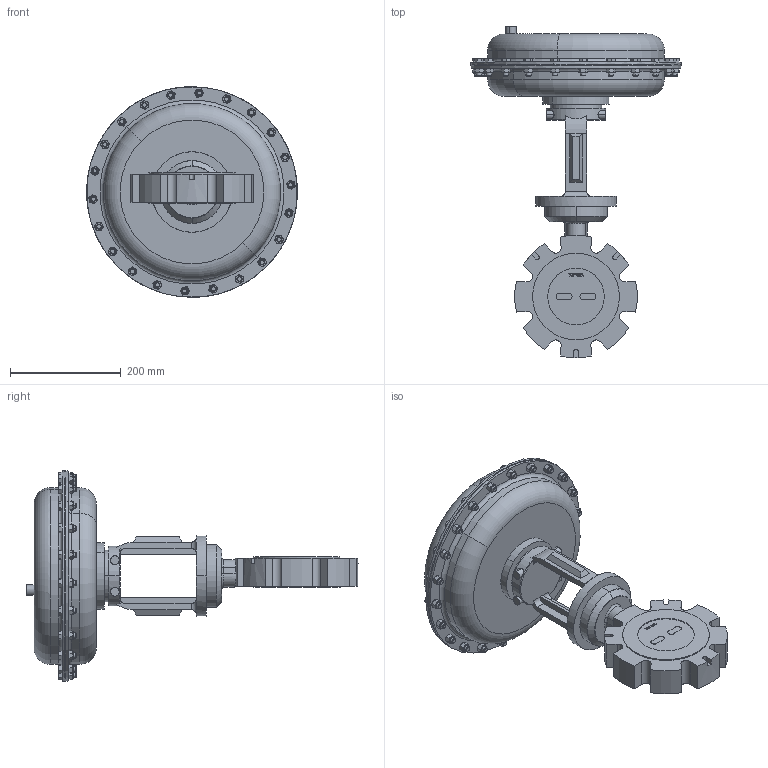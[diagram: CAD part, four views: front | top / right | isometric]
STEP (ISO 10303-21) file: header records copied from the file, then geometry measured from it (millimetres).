
FILE_DESCRIPTION (( 'STEP AP203' ), '1' );
FILE_NAME ('75-400-CS+S6-I3-85M.STEP', '2017-08-24T18:57:39', ( '' ), ( '' ), 'SwSTEP 2.0', 'SolidWorks 2014', '' );
FILE_SCHEMA (( 'CONFIG_CONTROL_DESIGN' ));
Length unit declared in the file: inch
Products named in the file (1): 75-400-CS+S6-I3-85M
Bounding box: 380.89 x 600.33 x 380.7 mm (x, y, z)
Volume: 12157780.9 mm3; surface area: 556184.1 mm2
Topology: 1 solids, 1 shells, 1099 faces, 2534 edges, 1529 vertices
Faces by surface type: plane 455, cone 448, cylinder 133, bspline 45, torus 18
Entity records: 37341 total; most frequent: CARTESIAN_POINT 13894, ORIENTED_EDGE 5068, DIRECTION 4459, EDGE_CURVE 2534, AXIS2_PLACEMENT_3D 1790, VERTEX_POINT 1529, EDGE_LOOP 1193, ADVANCED_FACE 1099
